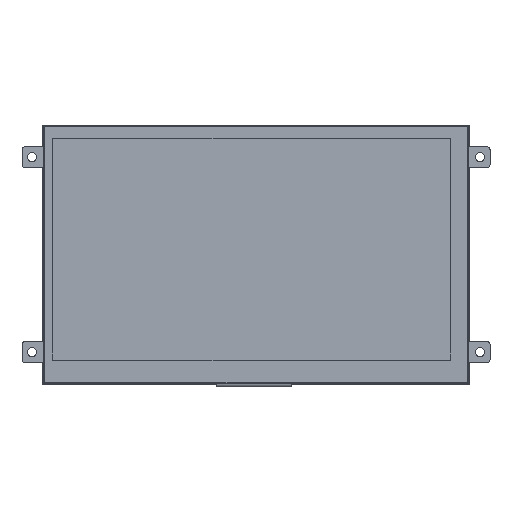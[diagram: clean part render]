
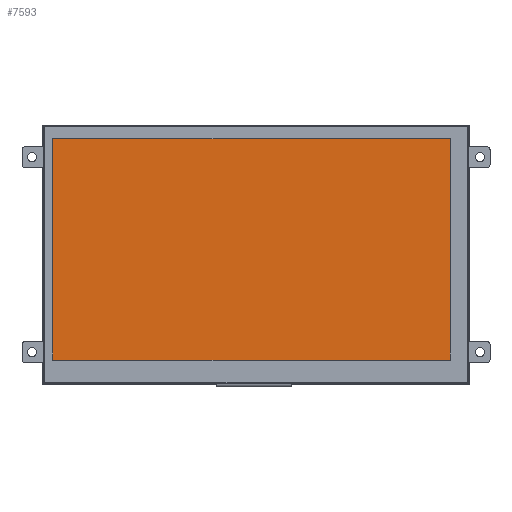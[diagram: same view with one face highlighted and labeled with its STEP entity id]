
A CAD part, top view. The second image highlights one B-rep face of the part: STEP entity #7593.
In plain terms, the highlighted planar face has unit normal (0, 0, 1).
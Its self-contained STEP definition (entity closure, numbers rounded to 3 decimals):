
#405=FACE_OUTER_BOUND('',#799,.T.);
#799=EDGE_LOOP('',(#5025,#5026,#5027,#5028));
#1208=LINE('',#10850,#2159);
#1212=LINE('',#10857,#2163);
#1215=LINE('',#10863,#2166);
#1217=LINE('',#10866,#2168);
#2159=VECTOR('',#8717,10.);
#2163=VECTOR('',#8723,10.);
#2166=VECTOR('',#8728,10.);
#2168=VECTOR('',#8732,10.);
#3110=VERTEX_POINT('',#10847);
#3111=VERTEX_POINT('',#10849);
#3113=VERTEX_POINT('',#10855);
#3115=VERTEX_POINT('',#10861);
#3868=EDGE_CURVE('',#3110,#3111,#1208,.T.);
#3872=EDGE_CURVE('',#3113,#3110,#1212,.T.);
#3875=EDGE_CURVE('',#3115,#3113,#1215,.T.);
#3877=EDGE_CURVE('',#3111,#3115,#1217,.T.);
#5025=ORIENTED_EDGE('',*,*,#3877,.F.);
#5026=ORIENTED_EDGE('',*,*,#3868,.F.);
#5027=ORIENTED_EDGE('',*,*,#3872,.F.);
#5028=ORIENTED_EDGE('',*,*,#3875,.F.);
#7299=PLANE('',#8123);
#7593=ADVANCED_FACE('',(#405),#7299,.F.);
#8123=AXIS2_PLACEMENT_3D('',#10867,#8733,#8734);
#8717=DIRECTION('',(0.,1.,0.));
#8723=DIRECTION('',(-1.,0.,0.));
#8728=DIRECTION('',(0.,-1.,0.));
#8732=DIRECTION('',(1.,0.,0.));
#8733=DIRECTION('center_axis',(0.,0.,-1.));
#8734=DIRECTION('ref_axis',(-1.,0.,0.));
#10847=CARTESIAN_POINT('',(4.335,10.12,5.4));
#10849=CARTESIAN_POINT('',(4.335,96.04,5.4));
#10850=CARTESIAN_POINT('',(4.335,10.12,5.4));
#10855=CARTESIAN_POINT('',(158.55,10.12,5.4));
#10857=CARTESIAN_POINT('',(158.55,10.12,5.4));
#10861=CARTESIAN_POINT('',(158.55,96.04,5.4));
#10863=CARTESIAN_POINT('',(158.55,96.04,5.4));
#10866=CARTESIAN_POINT('',(4.335,96.04,5.4));
#10867=CARTESIAN_POINT('Origin',(81.443,53.08,5.4));
